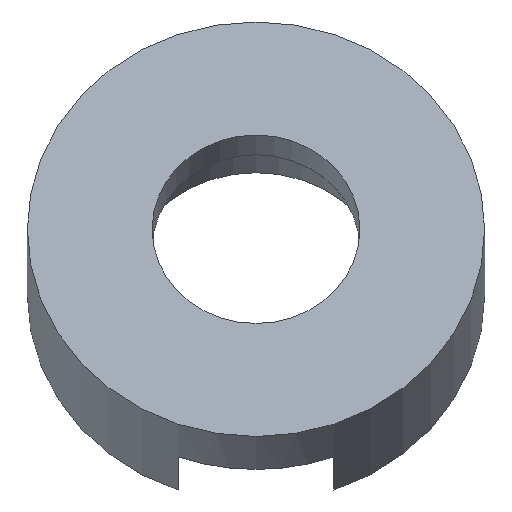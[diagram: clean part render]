
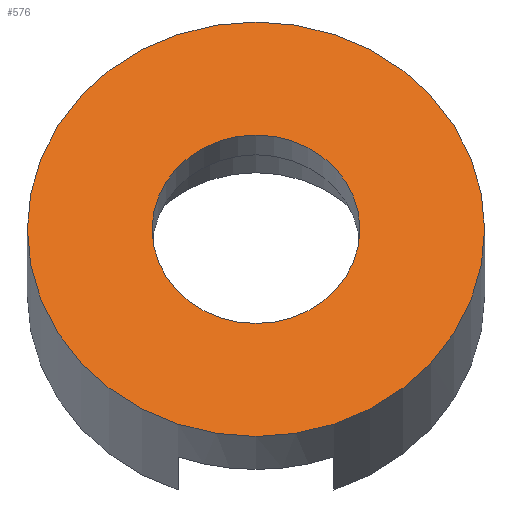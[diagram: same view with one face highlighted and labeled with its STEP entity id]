
A CAD part, front view. The second image highlights one B-rep face of the part: STEP entity #576.
In plain terms, the highlighted face is planar.
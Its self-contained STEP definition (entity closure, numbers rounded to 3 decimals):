
#20=FACE_BOUND('',#101,.T.);
#39=PLANE('',#647);
#69=FACE_OUTER_BOUND('',#100,.T.);
#100=EDGE_LOOP('',(#510));
#101=EDGE_LOOP('',(#511));
#125=CIRCLE('',#639,10.);
#128=CIRCLE('',#643,22.);
#291=VERTEX_POINT('',#973);
#292=VERTEX_POINT('',#979);
#367=EDGE_CURVE('',#291,#291,#125,.T.);
#371=EDGE_CURVE('',#292,#292,#128,.T.);
#510=ORIENTED_EDGE('',*,*,#371,.T.);
#511=ORIENTED_EDGE('',*,*,#367,.T.);
#576=ADVANCED_FACE('',(#69,#20),#39,.T.);
#639=AXIS2_PLACEMENT_3D('',#975,#798,#799);
#643=AXIS2_PLACEMENT_3D('',#981,#807,#808);
#647=AXIS2_PLACEMENT_3D('',#988,#817,#818);
#798=DIRECTION('center_axis',(0.,-1.,0.));
#799=DIRECTION('ref_axis',(1.,0.,0.));
#807=DIRECTION('center_axis',(0.,1.,0.));
#808=DIRECTION('ref_axis',(0.,0.,-1.));
#817=DIRECTION('center_axis',(0.,1.,0.));
#818=DIRECTION('ref_axis',(1.,0.,0.));
#973=CARTESIAN_POINT('',(-10.,0.,0.));
#975=CARTESIAN_POINT('Origin',(0.,0.,0.));
#979=CARTESIAN_POINT('',(0.,0.,22.));
#981=CARTESIAN_POINT('Origin',(0.,0.,0.));
#988=CARTESIAN_POINT('Origin',(0.,0.,0.));
